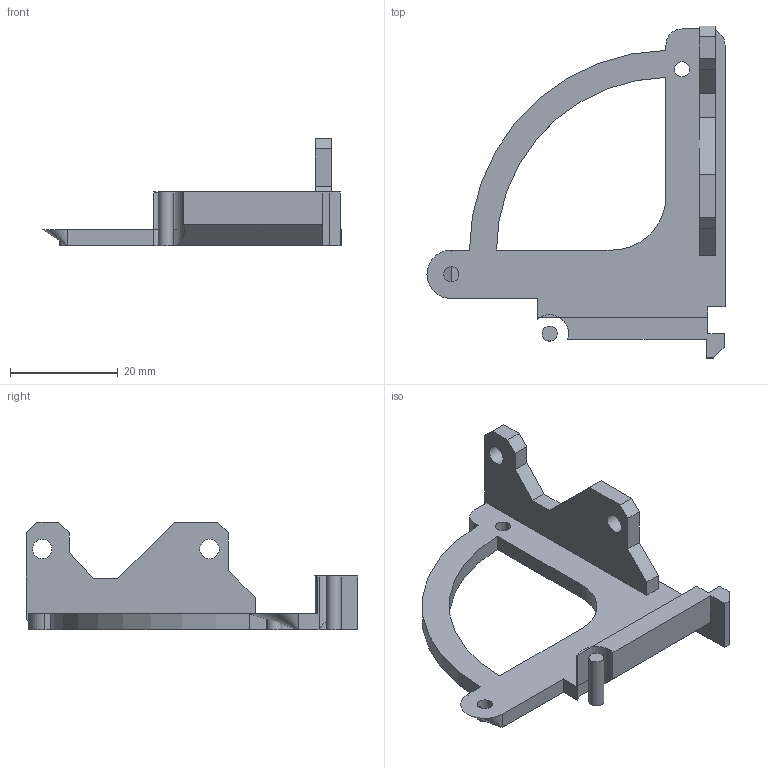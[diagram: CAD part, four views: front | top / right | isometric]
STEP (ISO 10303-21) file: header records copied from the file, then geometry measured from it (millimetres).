
FILE_DESCRIPTION(('FreeCAD Model'),'2;1');
FILE_NAME('Open CASCADE Shape Model','2023-03-04T19:11:12',('Author'),( ''),'Open CASCADE STEP processor 7.5','FreeCAD','Unknown');
FILE_SCHEMA(('AUTOMOTIVE_DESIGN { 1 0 10303 214 1 1 1 1 }'));
Length unit declared in the file: millimetre
Products named in the file (1): Fusion012
Bounding box: 55.24 x 61.51 x 20 mm (x, y, z)
Volume: 6237.3 mm3; surface area: 5668.6 mm2
Topology: 1 solids, 2 shells, 54 faces, 145 edges, 96 vertices
Faces by surface type: plane 42, cylinder 12
Full cylindrical faces by diameter (mm): 2.8 x3, 3.6 x2, 9 x1
Entity records: 3531 total; most frequent: CARTESIAN_POINT 709, DIRECTION 506, LINE 341, VECTOR 341, ORIENTED_EDGE 284, PCURVE 284, DEFINITIONAL_REPRESENTATION 284, EDGE_CURVE 142
